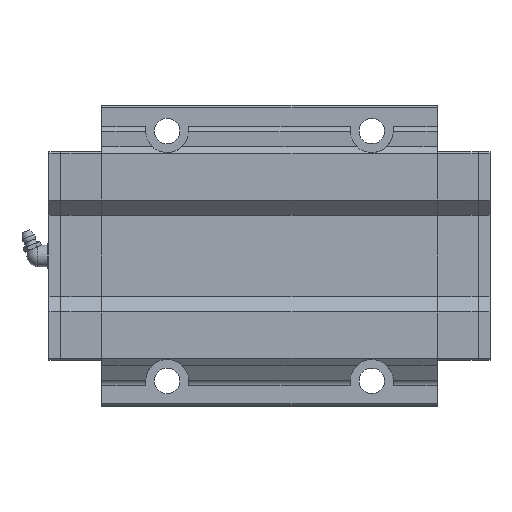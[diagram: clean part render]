
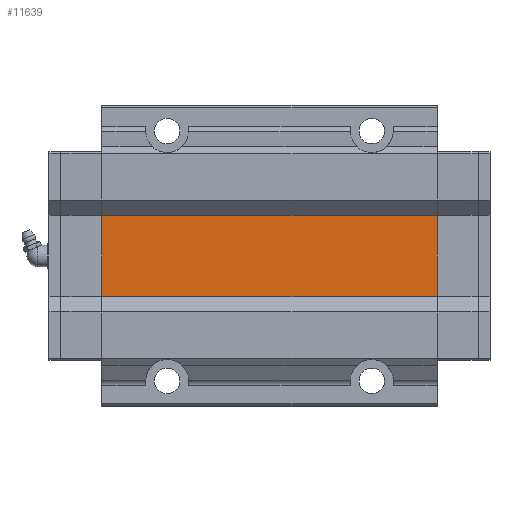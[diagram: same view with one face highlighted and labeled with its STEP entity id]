
A CAD part, front view. The second image highlights one B-rep face of the part: STEP entity #11639.
In plain terms, the highlighted planar face has unit normal (0, -1, 0).
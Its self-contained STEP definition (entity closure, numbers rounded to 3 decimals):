
#866=FACE_OUTER_BOUND('',#1511,.T.);
#1511=EDGE_LOOP('',(#8998,#8999,#9000,#9001));
#2489=LINE('',#17772,#3850);
#2543=LINE('',#17894,#3904);
#2560=LINE('',#17930,#3921);
#2561=LINE('',#17932,#3922);
#3850=VECTOR('',#14391,10.);
#3904=VECTOR('',#14479,10.);
#3921=VECTOR('',#14514,10.);
#3922=VECTOR('',#14517,10.);
#5095=VERTEX_POINT('',#17769);
#5096=VERTEX_POINT('',#17771);
#5146=VERTEX_POINT('',#17891);
#5147=VERTEX_POINT('',#17893);
#6464=EDGE_CURVE('',#5095,#5096,#2489,.T.);
#6527=EDGE_CURVE('',#5146,#5147,#2543,.T.);
#6546=EDGE_CURVE('',#5147,#5095,#2560,.T.);
#6547=EDGE_CURVE('',#5146,#5096,#2561,.T.);
#8998=ORIENTED_EDGE('',*,*,#6464,.F.);
#8999=ORIENTED_EDGE('',*,*,#6546,.F.);
#9000=ORIENTED_EDGE('',*,*,#6527,.F.);
#9001=ORIENTED_EDGE('',*,*,#6547,.T.);
#11107=PLANE('',#12490);
#11639=ADVANCED_FACE('',(#866),#11107,.F.);
#12490=AXIS2_PLACEMENT_3D('',#17931,#14515,#14516);
#14391=DIRECTION('',(-1.,0.,0.));
#14479=DIRECTION('',(1.,0.,0.));
#14514=DIRECTION('',(0.,0.,-1.));
#14515=DIRECTION('center_axis',(0.,1.,0.));
#14516=DIRECTION('ref_axis',(0.,0.,1.));
#14517=DIRECTION('',(0.,0.,-1.));
#17769=CARTESIAN_POINT('',(19.55,44.,-77.9));
#17771=CARTESIAN_POINT('',(-19.55,44.,-77.9));
#17772=CARTESIAN_POINT('',(-13.25,44.,-77.9));
#17891=CARTESIAN_POINT('',(-19.55,44.,77.9));
#17893=CARTESIAN_POINT('',(19.55,44.,77.9));
#17894=CARTESIAN_POINT('',(-13.25,44.,77.9));
#17930=CARTESIAN_POINT('',(19.55,44.,102.4));
#17931=CARTESIAN_POINT('Origin',(-26.5,44.,-96.9));
#17932=CARTESIAN_POINT('',(-19.55,44.,102.4));
